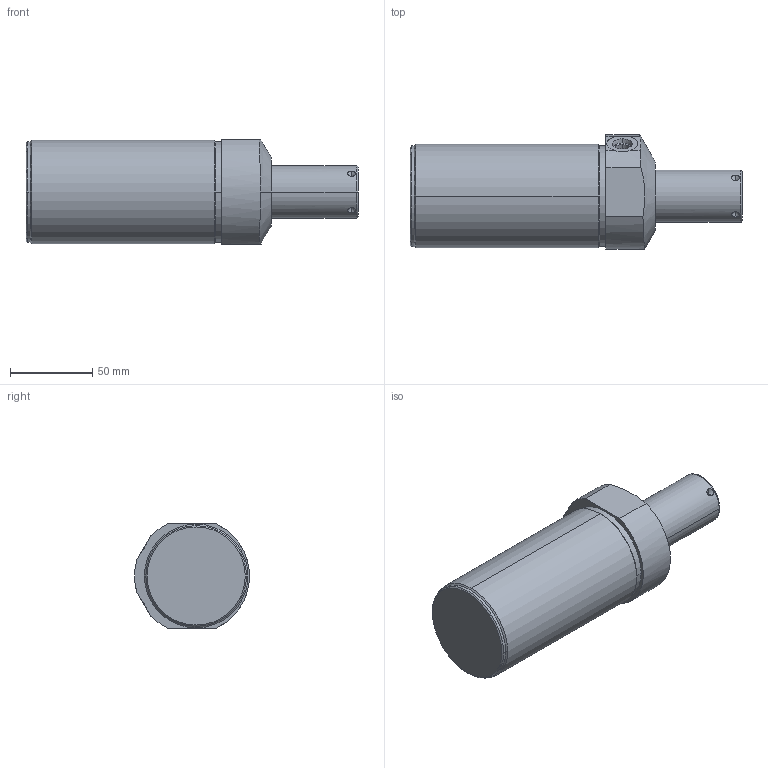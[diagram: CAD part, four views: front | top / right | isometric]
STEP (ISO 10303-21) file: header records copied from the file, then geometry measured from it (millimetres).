
FILE_DESCRIPTION((''),'2;1');
FILE_NAME('ILC15021800','2012-05-21T',('gar'),(''),'PRO/ENGINEER BY PARAMETRIC TECHNOLOGY CORPORATION, 2007460','PRO/ENGINEER BY PARAMETRIC TECHNOLOGY CORPORATION, 2007460','');
FILE_SCHEMA(('AUTOMOTIVE_DESIGN_CC2 { 1 2 10303 214 -1 1 5 2 }'));
Length unit declared in the file: inch
Products named in the file (1): ILC15021800
Bounding box: 201.85 x 69.85 x 63.25 mm (x, y, z)
Volume: 505225.5 mm3; surface area: 44391.6 mm2
Topology: 1 solids, 2 shells, 67 faces, 164 edges, 99 vertices
Faces by surface type: cone 26, cylinder 24, plane 15, torus 2
Entity records: 2798 total; most frequent: CARTESIAN_POINT 551, DIRECTION 330, ORIENTED_EDGE 304, PRESENTATION_STYLE_ASSIGNMENT 165, STYLED_ITEM 156, CURVE_STYLE 154, EDGE_CURVE 154, AXIS2_PLACEMENT_3D 134
